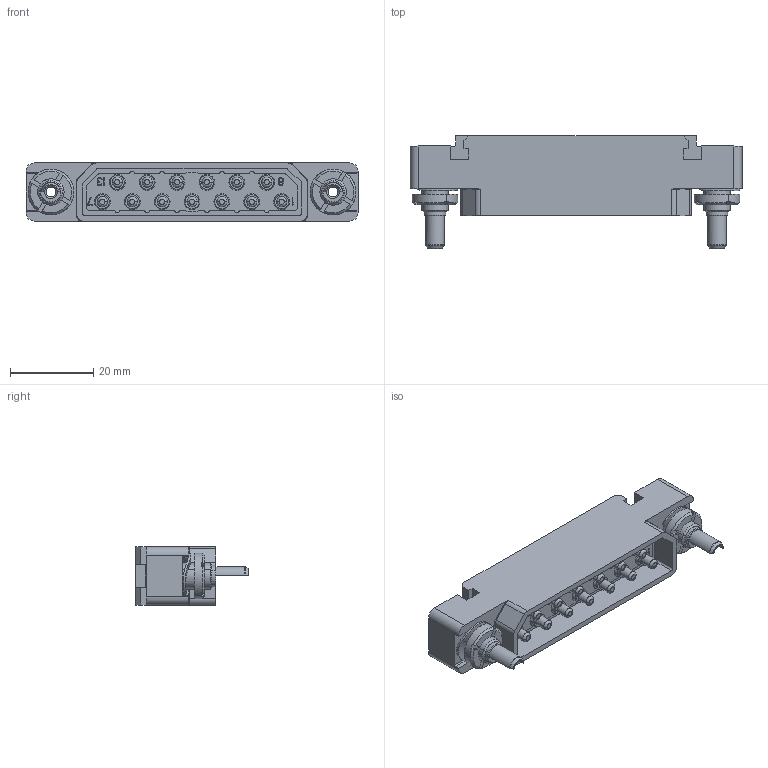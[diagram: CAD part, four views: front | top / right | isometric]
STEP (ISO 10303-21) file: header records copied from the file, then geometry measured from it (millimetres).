
FILE_DESCRIPTION((''),'2;1');
FILE_NAME('1900ND05P2B00B','2019-10-30T',('presta_be4'),(''),'CREO PARAMETRIC BY PTC INC, 2018360','CREO PARAMETRIC BY PTC INC, 2018360','');
FILE_SCHEMA(('CONFIG_CONTROL_DESIGN'));
Length unit declared in the file: millimetre
Products named in the file (1): 1900ND05P2B00B
Bounding box: 80 x 27.35 x 14 mm (x, y, z)
Volume: 11795.7 mm3; surface area: 15317.4 mm2
Topology: 5 solids, 5 shells, 1601 faces, 4141 edges, 2614 vertices
Faces by surface type: plane 669, cylinder 550, cone 222, torus 122, extrusion 26, bspline 12
Entity records: 51929 total; most frequent: CARTESIAN_POINT 12373, DIRECTION 8275, ORIENTED_EDGE 8222, EDGE_CURVE 4111, AXIS2_PLACEMENT_3D 2988, VERTEX_POINT 2614, VECTOR 2299, LINE 2273
